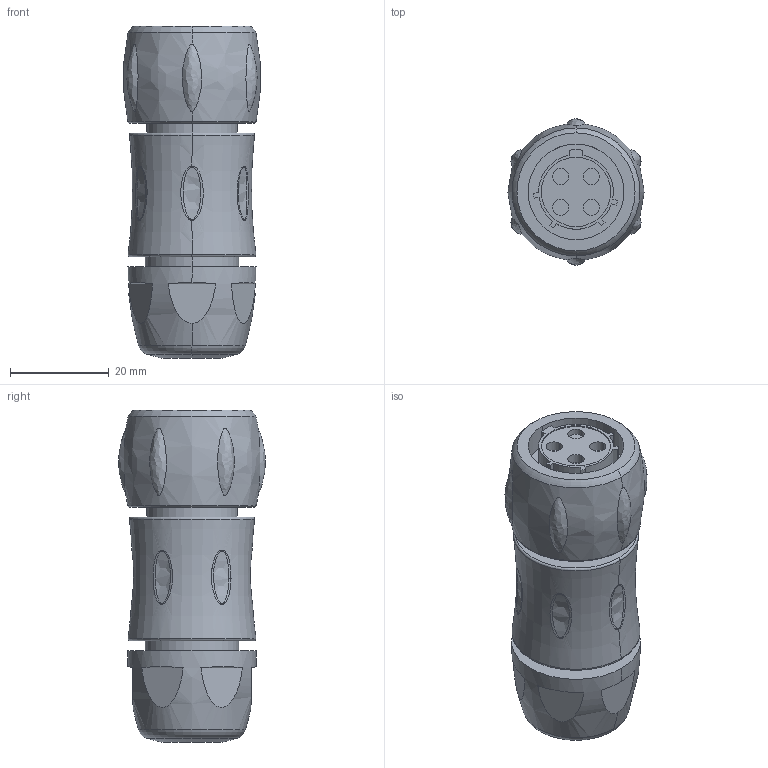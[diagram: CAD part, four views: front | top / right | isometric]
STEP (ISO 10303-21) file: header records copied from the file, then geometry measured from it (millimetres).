
FILE_DESCRIPTION((''),'2;1');
FILE_NAME('UTS6JC124S-CATALOGUE_SW_ASM','2010-09-09T',('amartin'),(''),'PRO/ENGINEER BY PARAMETRIC TECHNOLOGY CORPORATION, 2007390','PRO/ENGINEER BY PARAMETRIC TECHNOLOGY CORPORATION, 2007390','');
FILE_SCHEMA(('CONFIG_CONTROL_DESIGN'));
Length unit declared in the file: inch
Products named in the file (1): UTS6JC124S-CATALOGUE_SW_ASM
Bounding box: 27.57 x 29.66 x 67.15 mm (x, y, z)
Volume: 31782.8 mm3; surface area: 7734.8 mm2
Topology: 1 solids, 1 shells, 105 faces, 230 edges, 150 vertices
Faces by surface type: plane 35, bspline 28, cylinder 28, torus 12, sphere 2
Entity records: 6156 total; most frequent: CARTESIAN_POINT 3930, ORIENTED_EDGE 460, DIRECTION 424, EDGE_CURVE 230, AXIS2_PLACEMENT_3D 180, VERTEX_POINT 150, EDGE_LOOP 128, FACE_OUTER_BOUND 105
